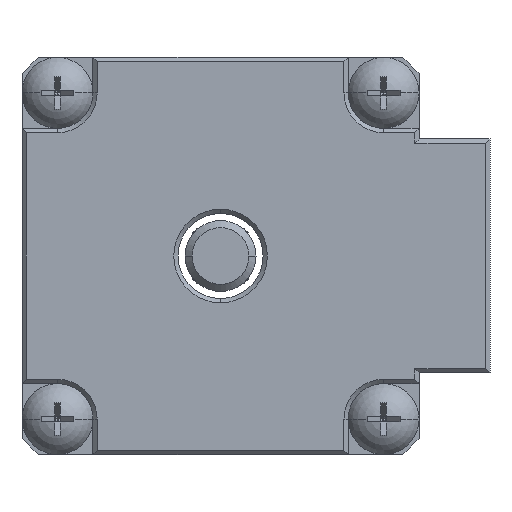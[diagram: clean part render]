
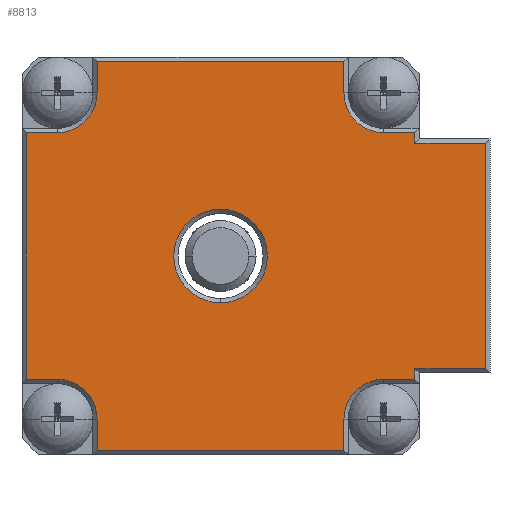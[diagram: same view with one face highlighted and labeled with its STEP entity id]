
A CAD part, front view. The second image highlights one B-rep face of the part: STEP entity #8813.
In plain terms, the highlighted planar face has unit normal (0, -1, 0).
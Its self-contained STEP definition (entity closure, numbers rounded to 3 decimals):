
#1865=DIRECTION('',(0.,0.,1.));
#1866=VECTOR('',#1865,0.75);
#1867=CARTESIAN_POINT('',(13.7,-2.5,7.95));
#1868=LINE('',#1867,#1866);
#1869=DIRECTION('',(-1.,0.,0.));
#1870=VECTOR('',#1869,5.);
#1871=CARTESIAN_POINT('',(18.7,-2.5,7.95));
#1872=LINE('',#1871,#1870);
#1873=DIRECTION('',(0.,0.,-1.));
#1874=VECTOR('',#1873,15.9);
#1875=CARTESIAN_POINT('',(18.7,-2.5,7.95));
#1876=LINE('',#1875,#1874);
#1877=DIRECTION('',(-1.,0.,0.));
#1878=VECTOR('',#1877,5.);
#1879=CARTESIAN_POINT('',(18.7,-2.5,-7.95));
#1880=LINE('',#1879,#1878);
#1881=DIRECTION('',(0.,0.,1.));
#1882=VECTOR('',#1881,0.75);
#1883=CARTESIAN_POINT('',(13.7,-2.5,-8.7));
#1884=LINE('',#1883,#1882);
#1885=DIRECTION('',(1.,0.,0.));
#1886=VECTOR('',#1885,2.2);
#1887=CARTESIAN_POINT('',(11.5,-2.5,
-8.7));
#1888=LINE('',#1887,#1886);
#1889=CARTESIAN_POINT('',(11.5,-2.5,-11.5));
#1890=DIRECTION('',(0.,1.,0.));
#1891=DIRECTION('',(-1.,0.,0.));
#1892=AXIS2_PLACEMENT_3D('',#1889,#1890,#1891);
#1894=DIRECTION('',(0.,0.,1.));
#1895=VECTOR('',#1894,2.2);
#1896=CARTESIAN_POINT('',(8.7,-2.5,-13.7));
#1897=LINE('',#1896,#1895);
#1898=DIRECTION('',(1.,0.,0.));
#1899=VECTOR('',#1898,17.4);
#1900=CARTESIAN_POINT('',(-8.7,-2.5,-13.7));
#1901=LINE('',#1900,#1899);
#1902=DIRECTION('',(0.,0.,-1.));
#1903=VECTOR('',#1902,2.2);
#1904=CARTESIAN_POINT('',(-8.7,-2.5,
-11.5));
#1905=LINE('',#1904,#1903);
#1906=CARTESIAN_POINT('',(-11.5,-2.5,-11.5));
#1907=DIRECTION('',(0.,1.,0.));
#1908=DIRECTION('',(0.,0.,1.));
#1909=AXIS2_PLACEMENT_3D('',#1906,#1907,#1908);
#1911=DIRECTION('',(1.,0.,0.));
#1912=VECTOR('',#1911,2.2);
#1913=CARTESIAN_POINT('',(-13.7,-2.5,-8.7));
#1914=LINE('',#1913,#1912);
#1915=DIRECTION('',(0.,0.,-1.));
#1916=VECTOR('',#1915,17.4);
#1917=CARTESIAN_POINT('',(-13.7,-2.5,8.7));
#1918=LINE('',#1917,#1916);
#1919=DIRECTION('',(-1.,0.,0.));
#1920=VECTOR('',#1919,2.2);
#1921=CARTESIAN_POINT('',(-11.5,-2.5,
8.7));
#1922=LINE('',#1921,#1920);
#1923=CARTESIAN_POINT('',(-11.5,-2.5,11.5));
#1924=DIRECTION('',(0.,1.,0.));
#1925=DIRECTION('',(1.,0.,0.));
#1926=AXIS2_PLACEMENT_3D('',#1923,#1924,#1925);
#1928=DIRECTION('',(0.,0.,-1.));
#1929=VECTOR('',#1928,2.2);
#1930=CARTESIAN_POINT('',(-8.7,-2.5,13.7));
#1931=LINE('',#1930,#1929);
#1932=DIRECTION('',(-1.,0.,0.));
#1933=VECTOR('',#1932,17.4);
#1934=CARTESIAN_POINT('',(8.7,-2.5,13.7));
#1935=LINE('',#1934,#1933);
#1936=DIRECTION('',(0.,0.,1.));
#1937=VECTOR('',#1936,2.2);
#1938=CARTESIAN_POINT('',(8.7,-2.5,11.5));
#1939=LINE('',#1938,#1937);
#1940=CARTESIAN_POINT('',(11.5,-2.5,11.5));
#1941=DIRECTION('',(0.,1.,0.));
#1942=DIRECTION('',(0.,0.,-1.));
#1943=AXIS2_PLACEMENT_3D('',#1940,#1941,#1942);
#1945=DIRECTION('',(-1.,0.,0.));
#1946=VECTOR('',#1945,2.2);
#1947=CARTESIAN_POINT('',(13.7,-2.5,8.7));
#1948=LINE('',#1947,#1946);
#1949=CARTESIAN_POINT('',(0.,-2.5,0.));
#1950=DIRECTION('',(0.,1.,0.));
#1951=DIRECTION('',(0.,0.,1.));
#1952=AXIS2_PLACEMENT_3D('',#1949,#1950,#1951);
#1954=CARTESIAN_POINT('',(0.,-2.5,0.));
#1955=DIRECTION('',(0.,1.,0.));
#1956=DIRECTION('',(0.,0.,-1.));
#1957=AXIS2_PLACEMENT_3D('',#1954,#1955,#1956);
#7548=CARTESIAN_POINT('',(13.7,-2.5,7.95));
#7549=CARTESIAN_POINT('',(13.7,-2.5,8.7));
#7550=VERTEX_POINT('',#7548);
#7551=VERTEX_POINT('',#7549);
#7554=CARTESIAN_POINT('',(18.7,-2.5,7.95));
#7555=VERTEX_POINT('',#7554);
#7556=CARTESIAN_POINT('',(18.7,-2.5,-7.95));
#7557=VERTEX_POINT('',#7556);
#7560=CARTESIAN_POINT('',(13.7,-2.5,-7.95));
#7561=VERTEX_POINT('',#7560);
#7564=CARTESIAN_POINT('',(13.7,-2.5,-8.7));
#7565=VERTEX_POINT('',#7564);
#7570=CARTESIAN_POINT('',(11.5,-2.5,
-8.7));
#7571=VERTEX_POINT('',#7570);
#7572=CARTESIAN_POINT('',(8.7,-2.5,-11.5));
#7573=VERTEX_POINT('',#7572);
#7576=CARTESIAN_POINT('',(8.7,-2.5,-13.7));
#7577=VERTEX_POINT('',#7576);
#7582=CARTESIAN_POINT('',(-8.7,-2.5,-13.7));
#7583=VERTEX_POINT('',#7582);
#7584=CARTESIAN_POINT('',(-13.7,-2.5,-8.7));
#7585=CARTESIAN_POINT('',(-11.5,-2.5,
-8.7));
#7586=VERTEX_POINT('',#7584);
#7587=VERTEX_POINT('',#7585);
#7592=CARTESIAN_POINT('',(-8.7,-2.5,-11.5));
#7593=VERTEX_POINT('',#7592);
#7598=CARTESIAN_POINT('',(-13.7,-2.5,8.7));
#7599=VERTEX_POINT('',#7598);
#7600=CARTESIAN_POINT('',(-8.7,-2.5,13.7));
#7601=CARTESIAN_POINT('',(-8.7,-2.5,
11.5));
#7602=VERTEX_POINT('',#7600);
#7603=VERTEX_POINT('',#7601);
#7608=CARTESIAN_POINT('',(-11.5,-2.5,8.7));
#7609=VERTEX_POINT('',#7608);
#7614=CARTESIAN_POINT('',(8.7,-2.5,13.7));
#7615=VERTEX_POINT('',#7614);
#7616=CARTESIAN_POINT('',(11.5,-2.5,8.7));
#7617=VERTEX_POINT('',#7616);
#7620=CARTESIAN_POINT('',(8.7,-2.5,11.5));
#7621=VERTEX_POINT('',#7620);
#7704=CARTESIAN_POINT('',(0.,-2.5,3.3));
#7705=CARTESIAN_POINT('',(0.,-2.5,-3.3));
#7706=VERTEX_POINT('',#7704);
#7707=VERTEX_POINT('',#7705);
#8761=CARTESIAN_POINT('',(0.,-2.5,0.));
#8762=DIRECTION('',(0.,1.,0.));
#8763=DIRECTION('',(0.,0.,-1.));
#8764=AXIS2_PLACEMENT_3D('',#8761,#8762,#8763);
#8765=PLANE('',#8764);
#8767=ORIENTED_EDGE('',*,*,#8766,.F.);
#8769=ORIENTED_EDGE('',*,*,#8768,.F.);
#8771=ORIENTED_EDGE('',*,*,#8770,.T.);
#8773=ORIENTED_EDGE('',*,*,#8772,.T.);
#8775=ORIENTED_EDGE('',*,*,#8774,.F.);
#8777=ORIENTED_EDGE('',*,*,#8776,.F.);
#8779=ORIENTED_EDGE('',*,*,#8778,.F.);
#8781=ORIENTED_EDGE('',*,*,#8780,.F.);
#8783=ORIENTED_EDGE('',*,*,#8782,.F.);
#8785=ORIENTED_EDGE('',*,*,#8784,.F.);
#8787=ORIENTED_EDGE('',*,*,#8786,.F.);
#8789=ORIENTED_EDGE('',*,*,#8788,.F.);
#8791=ORIENTED_EDGE('',*,*,#8790,.F.);
#8793=ORIENTED_EDGE('',*,*,#8792,.F.);
#8795=ORIENTED_EDGE('',*,*,#8794,.F.);
#8796=ORIENTED_EDGE('',*,*,#8751,.F.);
#8798=ORIENTED_EDGE('',*,*,#8797,.F.);
#8800=ORIENTED_EDGE('',*,*,#8799,.F.);
#8802=ORIENTED_EDGE('',*,*,#8801,.F.);
#8804=ORIENTED_EDGE('',*,*,#8803,.F.);
#8805=EDGE_LOOP('',(#8767,#8769,#8771,#8773,#8775,#8777,#8779,#8781,#8783,#8785,
#8787,#8789,#8791,#8793,#8795,#8796,#8798,#8800,#8802,#8804));
#8806=FACE_OUTER_BOUND('',#8805,.F.);
#8808=ORIENTED_EDGE('',*,*,#8807,.F.);
#8810=ORIENTED_EDGE('',*,*,#8809,.F.);
#8811=EDGE_LOOP('',(#8808,#8810));
#8812=FACE_BOUND('',#8811,.F.);
#8813=ADVANCED_FACE('',(#8806,#8812),#8765,.F.);
#1893=CIRCLE('',#1892,2.8);
#1910=CIRCLE('',#1909,2.8);
#1927=CIRCLE('',#1926,2.8);
#1944=CIRCLE('',#1943,2.8);
#1953=CIRCLE('',#1952,3.3);
#1958=CIRCLE('',#1957,3.3);
#8751=EDGE_CURVE('',#7602,#7603,#1931,.T.);
#8766=EDGE_CURVE('',#7550,#7551,#1868,.T.);
#8768=EDGE_CURVE('',#7555,#7550,#1872,.T.);
#8770=EDGE_CURVE('',#7555,#7557,#1876,.T.);
#8772=EDGE_CURVE('',#7557,#7561,#1880,.T.);
#8774=EDGE_CURVE('',#7565,#7561,#1884,.T.);
#8776=EDGE_CURVE('',#7571,#7565,#1888,.T.);
#8778=EDGE_CURVE('',#7573,#7571,#1893,.T.);
#8780=EDGE_CURVE('',#7577,#7573,#1897,.T.);
#8782=EDGE_CURVE('',#7583,#7577,#1901,.T.);
#8784=EDGE_CURVE('',#7593,#7583,#1905,.T.);
#8786=EDGE_CURVE('',#7587,#7593,#1910,.T.);
#8788=EDGE_CURVE('',#7586,#7587,#1914,.T.);
#8790=EDGE_CURVE('',#7599,#7586,#1918,.T.);
#8792=EDGE_CURVE('',#7609,#7599,#1922,.T.);
#8794=EDGE_CURVE('',#7603,#7609,#1927,.T.);
#8797=EDGE_CURVE('',#7615,#7602,#1935,.T.);
#8799=EDGE_CURVE('',#7621,#7615,#1939,.T.);
#8801=EDGE_CURVE('',#7617,#7621,#1944,.T.);
#8803=EDGE_CURVE('',#7551,#7617,#1948,.T.);
#8807=EDGE_CURVE('',#7706,#7707,#1953,.T.);
#8809=EDGE_CURVE('',#7707,#7706,#1958,.T.);
